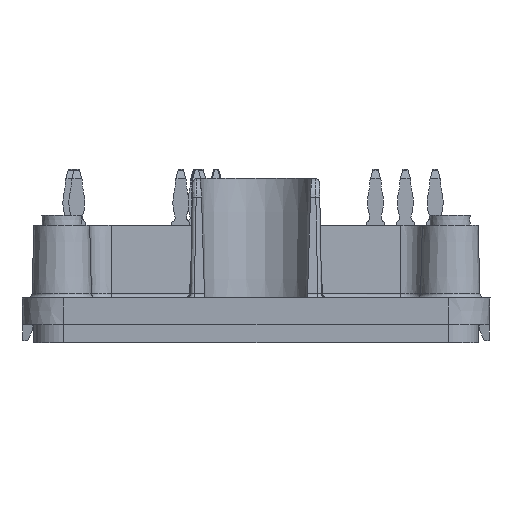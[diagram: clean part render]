
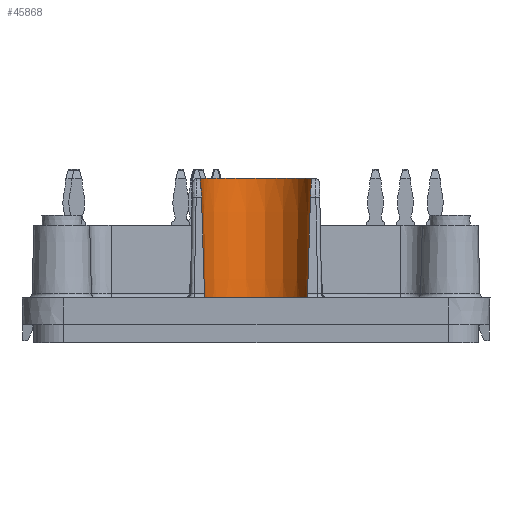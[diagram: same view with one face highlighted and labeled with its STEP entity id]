
A CAD part, left-side view. The second image highlights one B-rep face of the part: STEP entity #45868.
In plain terms, the highlighted conical face has half-angle 1 degrees and reference radius 5.538 mm.
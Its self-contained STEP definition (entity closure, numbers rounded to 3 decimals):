
#1038=CIRCLE('',#48124,5.349);
#1039=CIRCLE('',#48126,5.375);
#1040=CIRCLE('',#48128,5.585);
#1850=B_SPLINE_CURVE_WITH_KNOTS('',3,(#63253,#63254,#63255,#63256),
 .UNSPECIFIED.,.F.,.F.,(4,4),(0.,0.001),
 .UNSPECIFIED.);
#1851=B_SPLINE_CURVE_WITH_KNOTS('',3,(#63260,#63261,#63262,#63263),
 .UNSPECIFIED.,.F.,.F.,(4,4),(0.,0.001),.UNSPECIFIED.);
#1852=B_SPLINE_CURVE_WITH_KNOTS('',3,(#63267,#63268,#63269,#63270,#63271),
 .UNSPECIFIED.,.F.,.F.,(4,1,4),(0.,0.002,
0.003),.UNSPECIFIED.);
#1853=B_SPLINE_CURVE_WITH_KNOTS('',3,(#63275,#63276,#63277,#63278,#63279),
 .UNSPECIFIED.,.F.,.F.,(4,1,4),(0.,0.002,0.003),
 .UNSPECIFIED.);
#1998=CONICAL_SURFACE('',#48123,5.538,0.017);
#2034=ELLIPSE('',#48125,126.261,6.231);
#2035=ELLIPSE('',#48127,126.261,6.231);
#4584=ORIENTED_EDGE('',*,*,#13482,.F.);
#4585=ORIENTED_EDGE('',*,*,#13483,.T.);
#4586=ORIENTED_EDGE('',*,*,#13484,.T.);
#4587=ORIENTED_EDGE('',*,*,#13485,.T.);
#4588=ORIENTED_EDGE('',*,*,#13486,.T.);
#4589=ORIENTED_EDGE('',*,*,#13487,.T.);
#4590=ORIENTED_EDGE('',*,*,#13488,.T.);
#4591=ORIENTED_EDGE('',*,*,#13489,.T.);
#4592=ORIENTED_EDGE('',*,*,#13490,.T.);
#13482=EDGE_CURVE('',#17933,#17933,#1038,.T.);
#13483=EDGE_CURVE('',#17934,#17935,#2034,.F.);
#13484=EDGE_CURVE('',#17935,#17936,#1850,.T.);
#13485=EDGE_CURVE('',#17936,#17937,#1039,.T.);
#13486=EDGE_CURVE('',#17937,#17938,#1851,.T.);
#13487=EDGE_CURVE('',#17938,#17939,#2035,.F.);
#13488=EDGE_CURVE('',#17939,#17940,#1852,.T.);
#13489=EDGE_CURVE('',#17940,#17941,#1040,.F.);
#13490=EDGE_CURVE('',#17941,#17934,#1853,.T.);
#17933=VERTEX_POINT('',#63249);
#17934=VERTEX_POINT('',#63251);
#17935=VERTEX_POINT('',#63252);
#17936=VERTEX_POINT('',#63257);
#17937=VERTEX_POINT('',#63259);
#17938=VERTEX_POINT('',#63264);
#17939=VERTEX_POINT('',#63266);
#17940=VERTEX_POINT('',#63272);
#17941=VERTEX_POINT('',#63274);
#27811=EDGE_LOOP('',(#4584));
#27812=EDGE_LOOP('',(#4585,#4586,#4587,#4588,#4589,#4590,#4591,#4592));
#29830=FACE_BOUND('',#27811,.T.);
#29831=FACE_BOUND('',#27812,.T.);
#45868=ADVANCED_FACE('',(#29830,#29831),#1998,.F.);
#48123=AXIS2_PLACEMENT_3D('',#63247,#53175,#53176);
#48124=AXIS2_PLACEMENT_3D('',#63248,#53177,#53178);
#48125=AXIS2_PLACEMENT_3D('',#63250,#53179,#53180);
#48126=AXIS2_PLACEMENT_3D('',#63258,#53181,#53182);
#48127=AXIS2_PLACEMENT_3D('',#63265,#53183,#53184);
#48128=AXIS2_PLACEMENT_3D('',#63273,#53185,#53186);
#53175=DIRECTION('',(0.,0.,1.));
#53176=DIRECTION('',(-1.,0.,0.));
#53177=DIRECTION('',(0.,0.,1.));
#53178=DIRECTION('',(1.,0.,0.));
#53179=DIRECTION('',(0.999,0.,-0.052));
#53180=DIRECTION('',(0.052,0.,0.999));
#53181=DIRECTION('',(0.,0.,1.));
#53182=DIRECTION('',(-1.,0.,0.));
#53183=DIRECTION('',(0.999,0.,-0.052));
#53184=DIRECTION('',(0.052,0.,0.999));
#53185=DIRECTION('',(0.,0.,-1.));
#53186=DIRECTION('',(1.,0.,0.));
#63247=CARTESIAN_POINT('',(-46.5,0.,10.497));
#63248=CARTESIAN_POINT('',(-46.5,0.,-0.3));
#63249=CARTESIAN_POINT('',(-41.151,0.,-0.3));
#63250=CARTESIAN_POINT('',(-44.299,0.,71.817));
#63251=CARTESIAN_POINT('',(-47.47,5.466,11.305));
#63252=CARTESIAN_POINT('',(-47.98,5.174,1.579));
#63253=CARTESIAN_POINT('',(-47.98,5.174,1.579));
#63254=CARTESIAN_POINT('',(-47.991,5.167,1.369));
#63255=CARTESIAN_POINT('',(-48.183,5.11,1.2));
#63256=CARTESIAN_POINT('',(-48.38,5.036,1.2));
#63257=CARTESIAN_POINT('',(-48.38,5.036,1.2));
#63258=CARTESIAN_POINT('',(-46.5,0.,1.2));
#63259=CARTESIAN_POINT('',(-48.38,-5.036,1.2));
#63260=CARTESIAN_POINT('',(-48.38,-5.036,1.2));
#63261=CARTESIAN_POINT('',(-48.182,-5.11,1.2));
#63262=CARTESIAN_POINT('',(-47.991,-5.167,1.369));
#63263=CARTESIAN_POINT('',(-47.98,-5.174,1.579));
#63264=CARTESIAN_POINT('',(-47.98,-5.174,1.579));
#63265=CARTESIAN_POINT('',(-44.299,0.,71.817));
#63266=CARTESIAN_POINT('',(-47.47,-5.466,11.305));
#63267=CARTESIAN_POINT('',(-47.47,-5.466,11.305));
#63268=CARTESIAN_POINT('',(-47.444,-5.48,11.816));
#63269=CARTESIAN_POINT('',(-46.988,-5.597,12.795));
#63270=CARTESIAN_POINT('',(-45.977,-5.584,13.2));
#63271=CARTESIAN_POINT('',(-45.473,-5.49,13.2));
#63272=CARTESIAN_POINT('',(-45.473,-5.49,13.2));
#63273=CARTESIAN_POINT('',(-46.5,0.,13.2));
#63274=CARTESIAN_POINT('',(-45.473,5.49,13.2));
#63275=CARTESIAN_POINT('',(-45.473,5.49,13.2));
#63276=CARTESIAN_POINT('',(-45.977,5.584,13.2));
#63277=CARTESIAN_POINT('',(-46.987,5.597,12.796));
#63278=CARTESIAN_POINT('',(-47.444,5.48,11.816));
#63279=CARTESIAN_POINT('',(-47.47,5.466,11.305));
